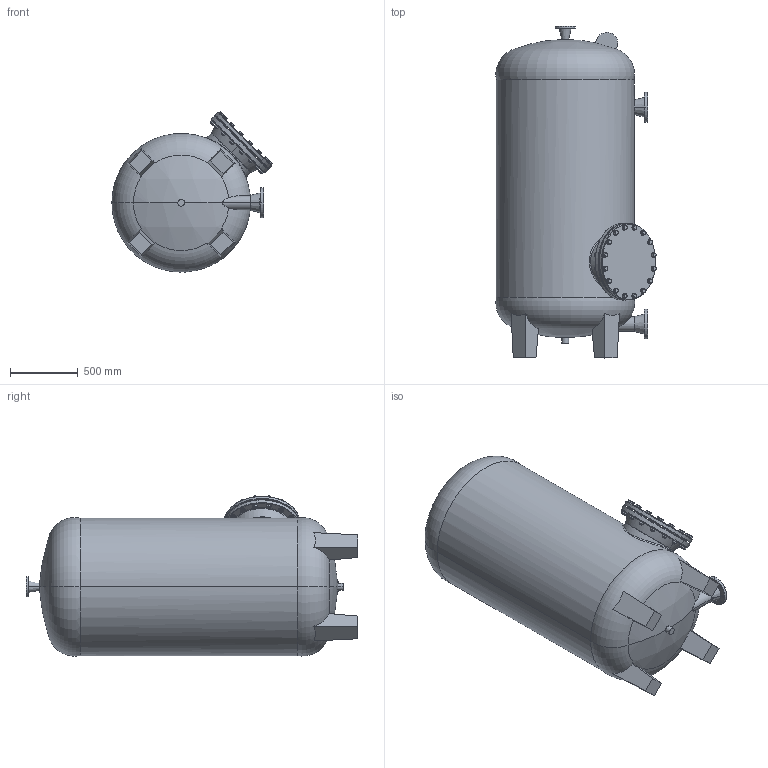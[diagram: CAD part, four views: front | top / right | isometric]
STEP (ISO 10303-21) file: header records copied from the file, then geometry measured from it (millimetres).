
FILE_DESCRIPTION (( 'STEP AP214' ), '1' );
FILE_NAME ('Ozon_reactor_100c.STEP', '2020-11-02T14:37:34', ( '' ), ( '' ), 'SwSTEP 2.0', 'SolidWorks 2019', '' );
FILE_SCHEMA (( 'AUTOMOTIVE_DESIGN' ));
Length unit declared in the file: millimetre
Products named in the file (1): Ozon_reactor_100c
Bounding box: 1182.68 x 2449.74 x 1182.22 mm (x, y, z)
Surface area: 10076581.4 mm2 (no closed solid volume)
Topology: 0 solids, 82 shells, 776 faces, 1841 edges, 1144 vertices
Faces by surface type: plane 305, cone 263, cylinder 156, torus 46, sphere 4, bspline 2
Entity records: 54040 total; most frequent: CARTESIAN_POINT 31137, ORIENTED_EDGE 3299, DIRECTION 1913, EDGE_CURVE 1841, B_SPLINE_CURVE_WITH_KNOTS 1630, VERTEX_POINT 1144, AXIS2_PLACEMENT_3D 927, EDGE_LOOP 825
